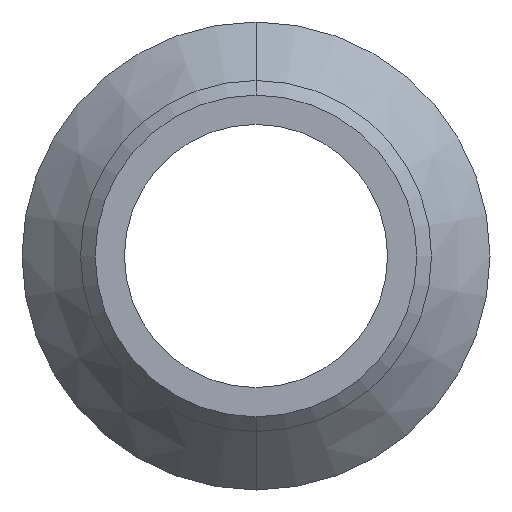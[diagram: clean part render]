
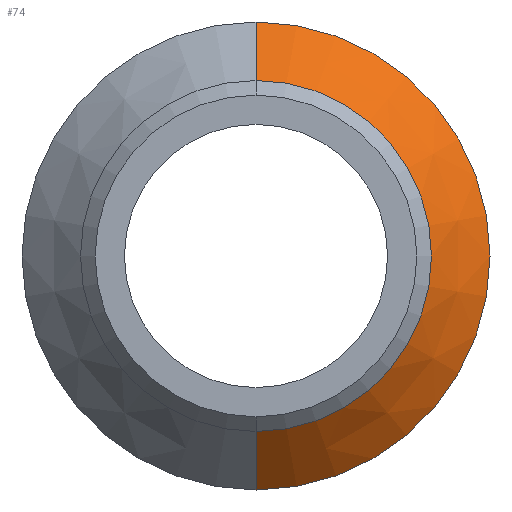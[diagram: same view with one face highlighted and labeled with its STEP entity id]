
A CAD part, front view. The second image highlights one B-rep face of the part: STEP entity #74.
In plain terms, the highlighted conical face has half-angle 45 degrees and reference radius 8 mm.
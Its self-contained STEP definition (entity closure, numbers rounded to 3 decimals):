
#74 = ADVANCED_FACE ( 'NONE', ( #448 ), #447, .T. ) ;
#75 = ORIENTED_EDGE ( 'NONE', *, *, #76, .T. ) ;
#76 = EDGE_CURVE ( 'NONE', #204, #189, #441, .T. ) ;
#77 = EDGE_LOOP ( 'NONE', ( #199, #75, #78, #210 ) ) ;
#78 = ORIENTED_EDGE ( 'NONE', *, *, #205, .T. ) ;
#94 = EDGE_CURVE ( 'NONE', #204, #188, #469, .T. ) ;
#188 = VERTEX_POINT ( 'NONE', #650 ) ;
#189 = VERTEX_POINT ( 'NONE', #649 ) ;
#199 = ORIENTED_EDGE ( 'NONE', *, *, #94, .F. ) ;
#204 = VERTEX_POINT ( 'NONE', #608 ) ;
#205 = EDGE_CURVE ( 'NONE', #189, #206, #605, .T. ) ;
#206 = VERTEX_POINT ( 'NONE', #599 ) ;
#210 = ORIENTED_EDGE ( 'NONE', *, *, #211, .F. ) ;
#211 = EDGE_CURVE ( 'NONE', #188, #206, #598, .T. ) ;
#438 = DIRECTION ( 'NONE',  ( 0., 0.707, -0.707 ) ) ;
#439 = VECTOR ( 'NONE', #438, 1000. ) ;
#440 = CARTESIAN_POINT ( 'NONE',  ( 0., 27., -8. ) ) ;
#441 = LINE ( 'NONE', #440, #439 ) ;
#442 = DIRECTION ( 'NONE',  ( 0., 0., 1. ) ) ;
#443 = DIRECTION ( 'NONE',  ( 0., 1., 0. ) ) ;
#444 = CARTESIAN_POINT ( 'NONE',  ( 0., 27., 0. ) ) ;
#445 = AXIS2_PLACEMENT_3D ( 'NONE', #444, #443, #442 ) ;
#447 = CONICAL_SURFACE ( 'NONE', #445, 8., 0.785 ) ;
#448 = FACE_OUTER_BOUND ( 'NONE', #77, .T. ) ;
#467 = CARTESIAN_POINT ( 'NONE',  ( 0., 25., 0. ) ) ;
#468 = AXIS2_PLACEMENT_3D ( 'NONE', #467, #516, #515 ) ;
#469 = CIRCLE ( 'NONE', #468, 6. ) ;
#515 = DIRECTION ( 'NONE',  ( 0., 0., -1. ) ) ;
#516 = DIRECTION ( 'NONE',  ( 0., -1., 0. ) ) ;
#595 = DIRECTION ( 'NONE',  ( 0., 0.707, 0.707 ) ) ;
#596 = VECTOR ( 'NONE', #595, 1000. ) ;
#597 = CARTESIAN_POINT ( 'NONE',  ( 0., 27., 8. ) ) ;
#598 = LINE ( 'NONE', #597, #596 ) ;
#599 = CARTESIAN_POINT ( 'NONE',  ( 0., 27., 8. ) ) ;
#600 = DIRECTION ( 'NONE',  ( 0., 0., -1. ) ) ;
#601 = DIRECTION ( 'NONE',  ( 0., -1., 0. ) ) ;
#602 = CARTESIAN_POINT ( 'NONE',  ( 0., 27., 0. ) ) ;
#604 = AXIS2_PLACEMENT_3D ( 'NONE', #602, #601, #600 ) ;
#605 = CIRCLE ( 'NONE', #604, 8. ) ;
#608 = CARTESIAN_POINT ( 'NONE',  ( 0., 25., -6. ) ) ;
#649 = CARTESIAN_POINT ( 'NONE',  ( 0., 27., -8. ) ) ;
#650 = CARTESIAN_POINT ( 'NONE',  ( 0., 25., 6. ) ) ;
